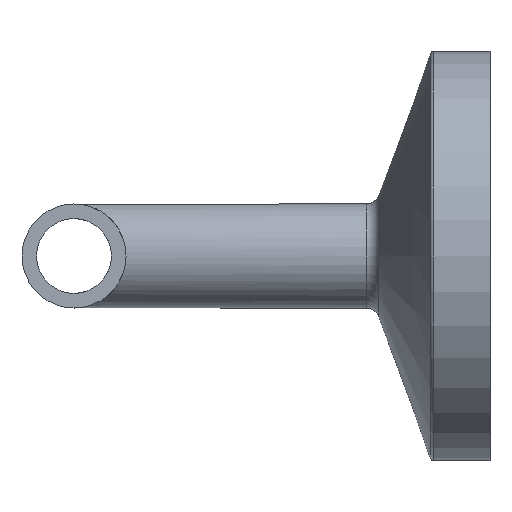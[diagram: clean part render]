
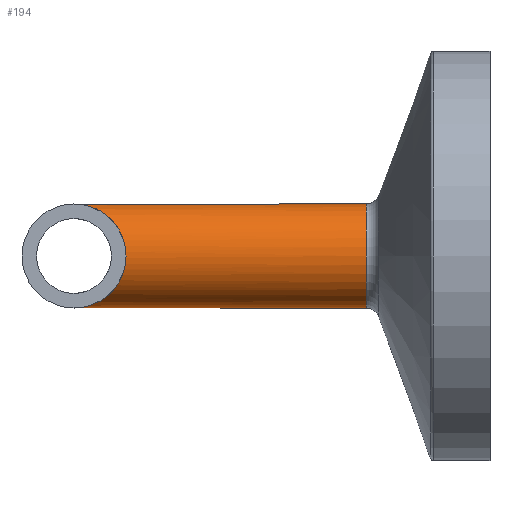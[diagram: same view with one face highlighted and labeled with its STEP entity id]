
A CAD part, left-side view. The second image highlights one B-rep face of the part: STEP entity #194.
In plain terms, the highlighted cylindrical face has radius 3.175 mm (diameter 6.35 mm), a full revolution.
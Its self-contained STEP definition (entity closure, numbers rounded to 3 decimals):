
#112=CARTESIAN_POINT('',(0.0,25.4,-3.175));
#113=VERTEX_POINT('',#112);
#114=CARTESIAN_POINT('',(0.0,25.4,3.175));
#115=VERTEX_POINT('',#114);
#116=CARTESIAN_POINT('',(0.0,25.4,0.0));
#117=DIRECTION('',(-0.707,-0.707,0.0));
#118=DIRECTION('',(0.707,-0.707,0.0));
#119=AXIS2_PLACEMENT_3D('',#116,#117,#118);
#120=ELLIPSE('',#119,4.49,3.175);
#121=EDGE_CURVE('',#113,#115,#120,.T.);
#123=CARTESIAN_POINT('',(0.0,25.4,0.0));
#124=DIRECTION('',(0.707,-0.707,0.0));
#125=DIRECTION('',(-0.707,-0.707,0.0));
#126=AXIS2_PLACEMENT_3D('',#123,#124,#125);
#127=ELLIPSE('',#126,4.49,3.175);
#128=EDGE_CURVE('',#115,#113,#127,.T.);
#174=CARTESIAN_POINT('',(0.0,18.082,0.0));
#175=DIRECTION('',(0.0,-1.0,0.0));
#176=DIRECTION('',(1.0,0.0,0.0));
#177=AXIS2_PLACEMENT_3D('',#174,#175,#176);
#178=CYLINDRICAL_SURFACE('',#177,3.175);
#179=ORIENTED_EDGE('',*,*,#121,.T.);
#180=ORIENTED_EDGE('',*,*,#128,.T.);
#181=EDGE_LOOP('',(#179,#180));
#182=FACE_OUTER_BOUND('',#181,.T.);
#183=CARTESIAN_POINT('',(3.175,7.563,0.0));
#184=VERTEX_POINT('',#183);
#185=CARTESIAN_POINT('',(0.0,7.563,0.0));
#186=DIRECTION('',(0.0,-1.0,0.0));
#187=DIRECTION('',(1.0,0.0,0.0));
#188=AXIS2_PLACEMENT_3D('',#185,#186,#187);
#189=CIRCLE('',#188,3.175);
#190=EDGE_CURVE('',#184,#184,#189,.T.);
#191=ORIENTED_EDGE('',*,*,#190,.F.);
#192=EDGE_LOOP('',(#191));
#193=FACE_BOUND('',#192,.T.);
#194=ADVANCED_FACE('',(#182,#193),#178,.T.);
